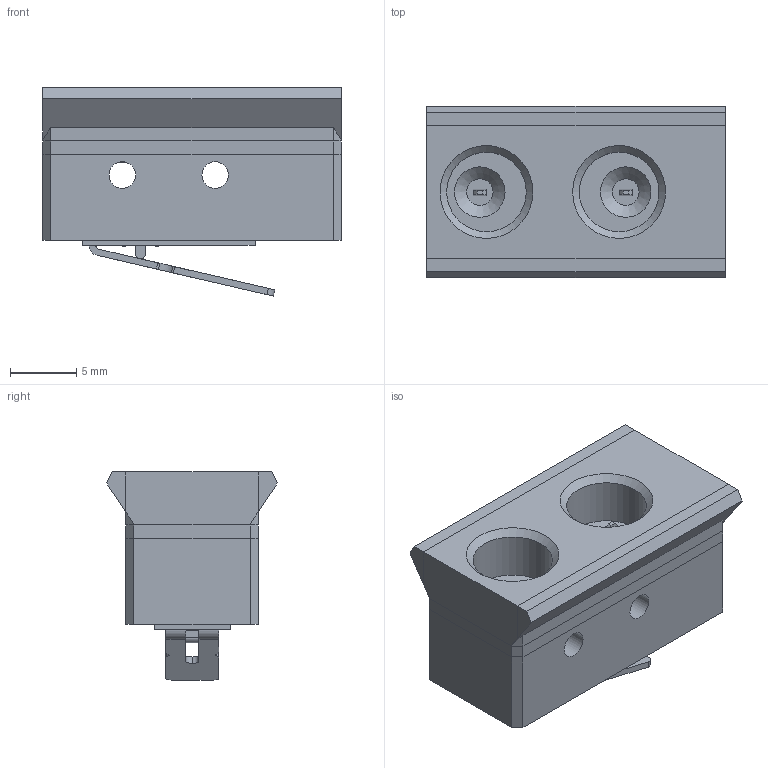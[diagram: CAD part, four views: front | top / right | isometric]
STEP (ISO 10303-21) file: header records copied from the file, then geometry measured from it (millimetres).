
FILE_DESCRIPTION(('FreeCAD Model'),'2;1');
FILE_NAME('Open CASCADE Shape Model','2023-10-30T12:58:00',(''),(''), 'Open CASCADE STEP processor 7.6','FreeCAD','Unknown');
FILE_SCHEMA(('AUTOMOTIVE_DESIGN { 1 0 10303 214 1 1 1 1 }'));
Length unit declared in the file: millimetre
Products named in the file (3): CAD; Limit_Switch002; clickyv2
Assembly tree (2 placements, depth 2):
  CAD
    Limit_Switch002
    clickyv2
Bounding box: 22.5 x 12.89 x 15.69 mm (x, y, z)
Volume: 2292.5 mm3; surface area: 2429.9 mm2
Topology: 3 solids, 3 shells, 346 faces, 891 edges, 586 vertices
Faces by surface type: plane 250, bspline 55, cylinder 37, cone 4
Full cylindrical faces by diameter (mm): 2 x6, 6 x3
Entity records: 27215 total; most frequent: CARTESIAN_POINT 9749, DIRECTION 2971, LINE 2183, VECTOR 2183, ORIENTED_EDGE 1782, PCURVE 1782, DEFINITIONAL_REPRESENTATION 1782, EDGE_CURVE 891
